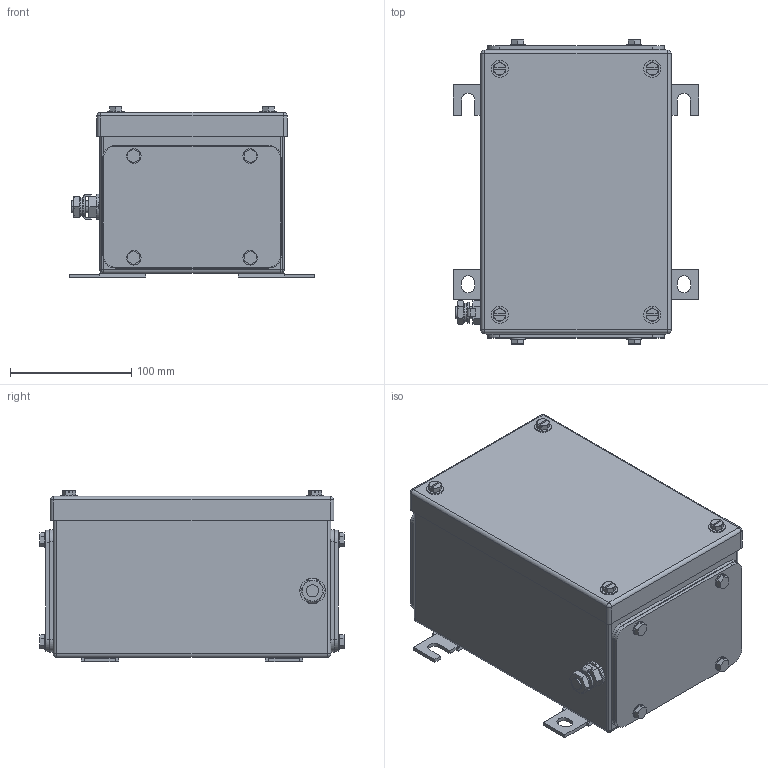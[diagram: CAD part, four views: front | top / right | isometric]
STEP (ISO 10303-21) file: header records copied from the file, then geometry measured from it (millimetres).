
FILE_DESCRIPTION(('CATIA V5 STEP Exchange','CAx-IF Rec.Pracs.--- Model Styling and Organization---1.4--- 2014-01-23'),'2;1');
FILE_NAME ('008606-4_3_1195670000_1195670000.stp','2019-09-24T08:42:50+00:00',('none'),('Weidmueller'),'CATIA Version 5-6 Release 2016 SP3 HF44','CATIA V5 STEP AP214','none');
FILE_SCHEMA(('AUTOMOTIVE_DESIGN { 1 0 10303 214 1 1 1 1 }'));
Length unit declared in the file: millimetre
Products named in the file (1): 1195670000
Bounding box: 203 x 251 x 141.5 mm (x, y, z)
Volume: 469552.4 mm3; surface area: 515214.8 mm2
Topology: 56 solids, 56 shells, 1208 faces, 2800 edges, 1732 vertices
Faces by surface type: cylinder 478, plane 444, cone 240, torus 30, sphere 16
Entity records: 32264 total; most frequent: CARTESIAN_POINT 6830, ORIENTED_EDGE 5504, DIRECTION 4247, EDGE_CURVE 2752, AXIS2_PLACEMENT_3D 1996, VERTEX_POINT 1732, EDGE_LOOP 1392, VECTOR 1390
